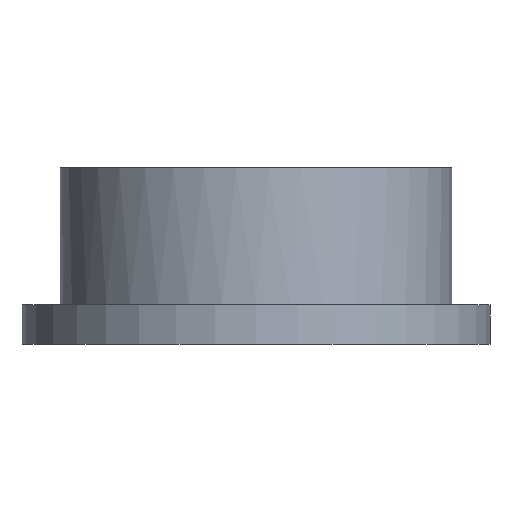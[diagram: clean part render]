
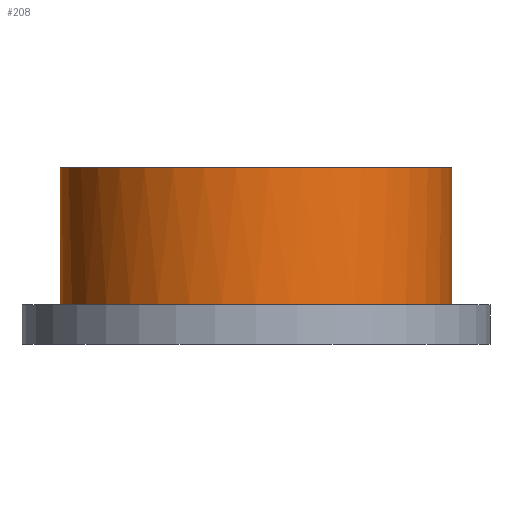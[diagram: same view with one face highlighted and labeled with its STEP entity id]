
A CAD part, front view. The second image highlights one B-rep face of the part: STEP entity #208.
In plain terms, the highlighted cylindrical face has radius 10 mm (diameter 20 mm), a full revolution.
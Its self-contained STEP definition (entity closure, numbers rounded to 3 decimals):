
#23=CYLINDRICAL_SURFACE('',#236,10.);
#29=FACE_OUTER_BOUND('',#40,.T.);
#40=EDGE_LOOP('',(#152,#153,#154,#155,#156,#157,#158,#159,#160));
#55=LINE('',#364,#62);
#62=VECTOR('',#275,10.);
#71=CIRCLE('',#237,10.);
#72=CIRCLE('',#238,10.);
#73=CIRCLE('',#239,10.);
#74=CIRCLE('',#240,10.);
#86=B_SPLINE_CURVE_WITH_KNOTS('',3,(#338,#339,#340,#341),.UNSPECIFIED.,
 .F.,.F.,(4,4),(1.99,2.14),.UNSPECIFIED.);
#87=B_SPLINE_CURVE_WITH_KNOTS('',3,(#346,#347,#348,#349,#350,#351),
 .UNSPECIFIED.,.F.,.F.,(4,2,4),(2.14,2.261,2.532),
 .UNSPECIFIED.);
#89=B_SPLINE_CURVE_WITH_KNOTS('',3,(#369,#370,#371,#372,#373,#374,#375,
#376,#377,#378),.UNSPECIFIED.,.F.,.F.,(4,2,2,2,4),(2.017,2.067,
2.226,2.385,2.534),.UNSPECIFIED.);
#94=VERTEX_POINT('',#335);
#95=VERTEX_POINT('',#337);
#97=VERTEX_POINT('',#345);
#99=VERTEX_POINT('',#361);
#100=VERTEX_POINT('',#363);
#101=VERTEX_POINT('',#366);
#102=VERTEX_POINT('',#368);
#114=EDGE_CURVE('',#94,#95,#86,.T.);
#117=EDGE_CURVE('',#95,#97,#87,.T.);
#120=EDGE_CURVE('',#99,#94,#71,.T.);
#121=EDGE_CURVE('',#99,#100,#55,.T.);
#122=EDGE_CURVE('',#100,#100,#72,.T.);
#123=EDGE_CURVE('',#101,#99,#73,.T.);
#124=EDGE_CURVE('',#102,#101,#89,.T.);
#125=EDGE_CURVE('',#97,#102,#74,.T.);
#152=ORIENTED_EDGE('',*,*,#114,.F.);
#153=ORIENTED_EDGE('',*,*,#120,.F.);
#154=ORIENTED_EDGE('',*,*,#121,.T.);
#155=ORIENTED_EDGE('',*,*,#122,.T.);
#156=ORIENTED_EDGE('',*,*,#121,.F.);
#157=ORIENTED_EDGE('',*,*,#123,.F.);
#158=ORIENTED_EDGE('',*,*,#124,.F.);
#159=ORIENTED_EDGE('',*,*,#125,.F.);
#160=ORIENTED_EDGE('',*,*,#117,.F.);
#208=ADVANCED_FACE('',(#29),#23,.T.);
#236=AXIS2_PLACEMENT_3D('',#360,#271,#272);
#237=AXIS2_PLACEMENT_3D('',#362,#273,#274);
#238=AXIS2_PLACEMENT_3D('',#365,#276,#277);
#239=AXIS2_PLACEMENT_3D('',#367,#278,#279);
#240=AXIS2_PLACEMENT_3D('',#379,#280,#281);
#271=DIRECTION('center_axis',(0.,0.,1.));
#272=DIRECTION('ref_axis',(-1.,0.,0.));
#273=DIRECTION('center_axis',(0.,0.,1.));
#274=DIRECTION('ref_axis',(-1.,0.,0.));
#275=DIRECTION('',(0.,0.,-1.));
#276=DIRECTION('center_axis',(0.,0.,1.));
#277=DIRECTION('ref_axis',(-1.,0.,0.));
#278=DIRECTION('center_axis',(0.,0.,1.));
#279=DIRECTION('ref_axis',(-1.,0.,0.));
#280=DIRECTION('center_axis',(0.,0.,1.));
#281=DIRECTION('ref_axis',(-1.,0.,0.));
#335=CARTESIAN_POINT('',(9.986,-1.474,44.));
#337=CARTESIAN_POINT('',(9.798,0.,43.548));
#338=CARTESIAN_POINT('Ctrl Pts',(9.986,-1.474,44.));
#339=CARTESIAN_POINT('Ctrl Pts',(9.96,-0.985,43.806));
#340=CARTESIAN_POINT('Ctrl Pts',(9.898,-0.49,43.648));
#341=CARTESIAN_POINT('Ctrl Pts',(9.798,0.,43.548));
#345=CARTESIAN_POINT('',(8.304,3.571,44.));
#346=CARTESIAN_POINT('Ctrl Pts',(9.798,0.,43.548));
#347=CARTESIAN_POINT('Ctrl Pts',(9.718,0.392,43.468));
#348=CARTESIAN_POINT('Ctrl Pts',(9.614,0.781,43.425));
#349=CARTESIAN_POINT('Ctrl Pts',(9.201,2.021,43.425));
#350=CARTESIAN_POINT('Ctrl Pts',(8.796,2.839,43.651));
#351=CARTESIAN_POINT('Ctrl Pts',(8.304,3.571,44.));
#360=CARTESIAN_POINT('Origin',(0.,-2.,37.));
#361=CARTESIAN_POINT('',(10.,-2.,44.));
#362=CARTESIAN_POINT('Origin',(0.,-2.,44.));
#363=CARTESIAN_POINT('',(10.,-2.,37.));
#364=CARTESIAN_POINT('',(10.,-2.,37.));
#365=CARTESIAN_POINT('Origin',(0.,-2.,37.));
#366=CARTESIAN_POINT('',(-9.993,-1.632,44.));
#367=CARTESIAN_POINT('Origin',(0.,-2.,44.));
#368=CARTESIAN_POINT('',(-8.52,3.236,44.));
#369=CARTESIAN_POINT('Ctrl Pts',(-8.52,3.236,44.));
#370=CARTESIAN_POINT('Ctrl Pts',(-8.606,3.096,43.938));
#371=CARTESIAN_POINT('Ctrl Pts',(-8.689,2.953,43.881));
#372=CARTESIAN_POINT('Ctrl Pts',(-9.021,2.346,43.662));
#373=CARTESIAN_POINT('Ctrl Pts',(-9.242,1.855,43.546));
#374=CARTESIAN_POINT('Ctrl Pts',(-9.601,0.846,43.46));
#375=CARTESIAN_POINT('Ctrl Pts',(-9.739,0.327,43.492));
#376=CARTESIAN_POINT('Ctrl Pts',(-9.923,-0.666,43.676));
#377=CARTESIAN_POINT('Ctrl Pts',(-9.975,-1.15,43.819));
#378=CARTESIAN_POINT('Ctrl Pts',(-9.993,-1.632,44.));
#379=CARTESIAN_POINT('Origin',(0.,-2.,44.));
